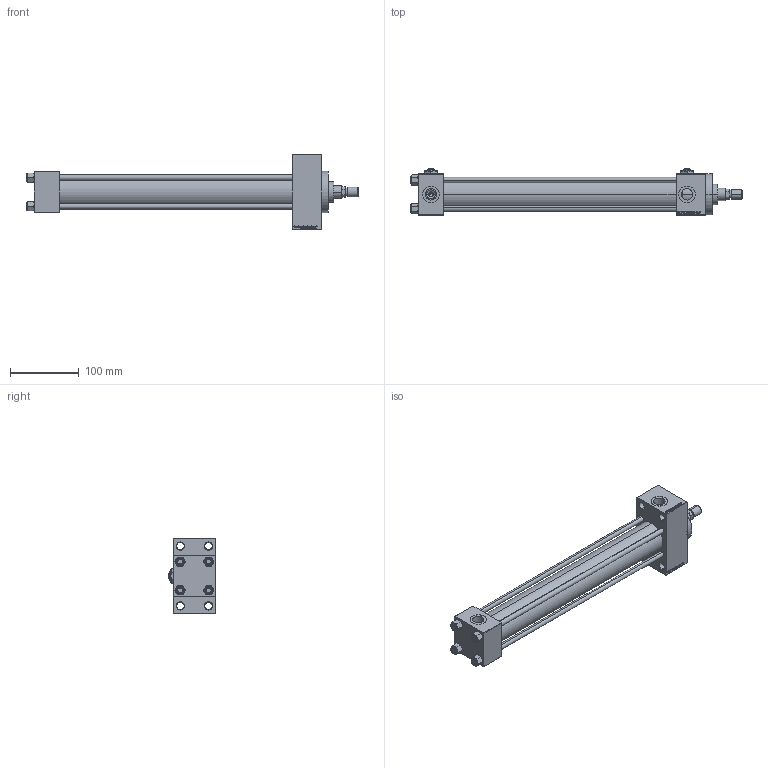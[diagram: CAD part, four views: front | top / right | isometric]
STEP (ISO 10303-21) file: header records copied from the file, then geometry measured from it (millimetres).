
FILE_DESCRIPTION (( 'STEP AP203' ), '1' );
FILE_NAME ('6ddb.STEP', '2022-04-16T05:30:51', ( '' ), ( '' ), 'SwSTEP 2.0', 'SolidWorks 2019', '' );
FILE_SCHEMA (( 'CONFIG_CONTROL_DESIGN' ));
Length unit declared in the file: millimetre
Products named in the file (8): V215_VC_A 808b3062c57a248b364f0758b7590bc0; V215CR_D_TYCINKA 808b3062c57a248b364f0758b7590bc0; ROD_END_AH 808b3062c57a248b364f0758b7590bc0; Zatka_pro_OIL_PORT 808b3062c57a248b364f0758b7590bc0; V215CR_D_Body 808b3062c57a248b364f0758b7590bc0; 6ddb; V215CR_VCP_D 808b3062c57a248b364f0758b7590bc0; NUT_M5_D 808b3062c57a248b364f0758b7590bc0
Assembly tree (14 placements, depth 2):
  6ddb
    V215CR_D_Body 808b3062c57a248b364f0758b7590bc0
    V215CR_VCP_D 808b3062c57a248b364f0758b7590bc0
    NUT_M5_D 808b3062c57a248b364f0758b7590bc0  x4
    V215CR_D_TYCINKA 808b3062c57a248b364f0758b7590bc0  x4
    V215_VC_A 808b3062c57a248b364f0758b7590bc0
    ROD_END_AH 808b3062c57a248b364f0758b7590bc0
    Zatka_pro_OIL_PORT 808b3062c57a248b364f0758b7590bc0  x2
Bounding box: 483 x 67 x 109 mm (x, y, z)
Volume: 753820.4 mm3; surface area: 245907 mm2
Topology: 14 solids, 14 shells, 1227 faces, 3032 edges, 1952 vertices
Faces by surface type: plane 552, bspline 368, cone 190, cylinder 107, torus 10
Entity records: 49981 total; most frequent: CARTESIAN_POINT 25798, ORIENTED_EDGE 5364, DIRECTION 3570, EDGE_CURVE 2682, VERTEX_POINT 1750, VECTOR 1568, LINE 1568, EDGE_LOOP 1206
